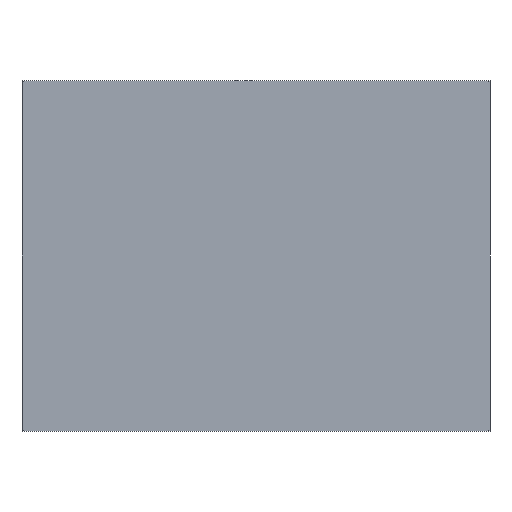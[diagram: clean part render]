
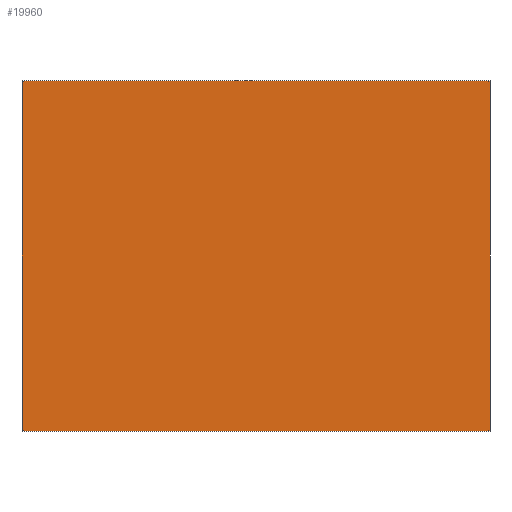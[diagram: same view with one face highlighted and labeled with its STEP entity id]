
A CAD part, top view. The second image highlights one B-rep face of the part: STEP entity #19960.
In plain terms, the highlighted free-form (B-spline) face has degree [1, 1] with [2, 2] control points.
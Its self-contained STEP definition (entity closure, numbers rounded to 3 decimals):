
#19960 = ADVANCED_FACE('',(#19961),#19991,.T.);
#19961 = FACE_BOUND('',#19962,.T.);
#19962 = EDGE_LOOP('',(#19963,#19972,#19979,#19986));
#19963 = ORIENTED_EDGE('',*,*,#19964,.T.);
#19964 = EDGE_CURVE('',#19965,#19967,#19969,.T.);
#19965 = VERTEX_POINT('',#19966);
#19966 = CARTESIAN_POINT('',(-62.301,46.726,
    64.563));
#19967 = VERTEX_POINT('',#19968);
#19968 = CARTESIAN_POINT('',(-62.301,-46.726,
    64.563));
#19969 = B_SPLINE_CURVE_WITH_KNOTS('',1,(#19970,#19971),.UNSPECIFIED.,
  .F.,.F.,(2,2),(0.,107.111),
  .PIECEWISE_BEZIER_KNOTS.);
#19970 = CARTESIAN_POINT('',(-62.301,46.726,
    64.563));
#19971 = CARTESIAN_POINT('',(-62.301,-46.726,
    64.563));
#19972 = ORIENTED_EDGE('',*,*,#19973,.T.);
#19973 = EDGE_CURVE('',#19967,#19974,#19976,.T.);
#19974 = VERTEX_POINT('',#19975);
#19975 = CARTESIAN_POINT('',(62.301,-46.726,
    64.563));
#19976 = B_SPLINE_CURVE_WITH_KNOTS('',1,(#19977,#19978),.UNSPECIFIED.,
  .F.,.F.,(2,2),(0.,142.815),
  .PIECEWISE_BEZIER_KNOTS.);
#19977 = CARTESIAN_POINT('',(-62.301,-46.726,
    64.563));
#19978 = CARTESIAN_POINT('',(62.301,-46.726,
    64.563));
#19979 = ORIENTED_EDGE('',*,*,#19980,.T.);
#19980 = EDGE_CURVE('',#19974,#19981,#19983,.T.);
#19981 = VERTEX_POINT('',#19982);
#19982 = CARTESIAN_POINT('',(62.301,46.726,
    64.563));
#19983 = B_SPLINE_CURVE_WITH_KNOTS('',1,(#19984,#19985),.UNSPECIFIED.,
  .F.,.F.,(2,2),(-107.111,0.),
  .PIECEWISE_BEZIER_KNOTS.);
#19984 = CARTESIAN_POINT('',(62.301,-46.726,
    64.563));
#19985 = CARTESIAN_POINT('',(62.301,46.726,
    64.563));
#19986 = ORIENTED_EDGE('',*,*,#19987,.T.);
#19987 = EDGE_CURVE('',#19981,#19965,#19988,.T.);
#19988 = B_SPLINE_CURVE_WITH_KNOTS('',1,(#19989,#19990),.UNSPECIFIED.,
  .F.,.F.,(2,2),(-142.815,0.),
  .PIECEWISE_BEZIER_KNOTS.);
#19989 = CARTESIAN_POINT('',(62.301,46.726,
    64.563));
#19990 = CARTESIAN_POINT('',(-62.301,46.726,
    64.563));
#19991 = B_SPLINE_SURFACE_WITH_KNOTS('',1,1,(
    (#19992,#19993)
    ,(#19994,#19995
    )),.UNSPECIFIED.,.F.,.F.,.F.,(2,2),(2,2),(-71.407,
    71.407),(-53.556,53.556),
  .PIECEWISE_BEZIER_KNOTS.);
#19992 = CARTESIAN_POINT('',(-62.301,-46.726,
    64.563));
#19993 = CARTESIAN_POINT('',(-62.301,46.726,
    64.563));
#19994 = CARTESIAN_POINT('',(62.301,-46.726,
    64.563));
#19995 = CARTESIAN_POINT('',(62.301,46.726,
    64.563));
